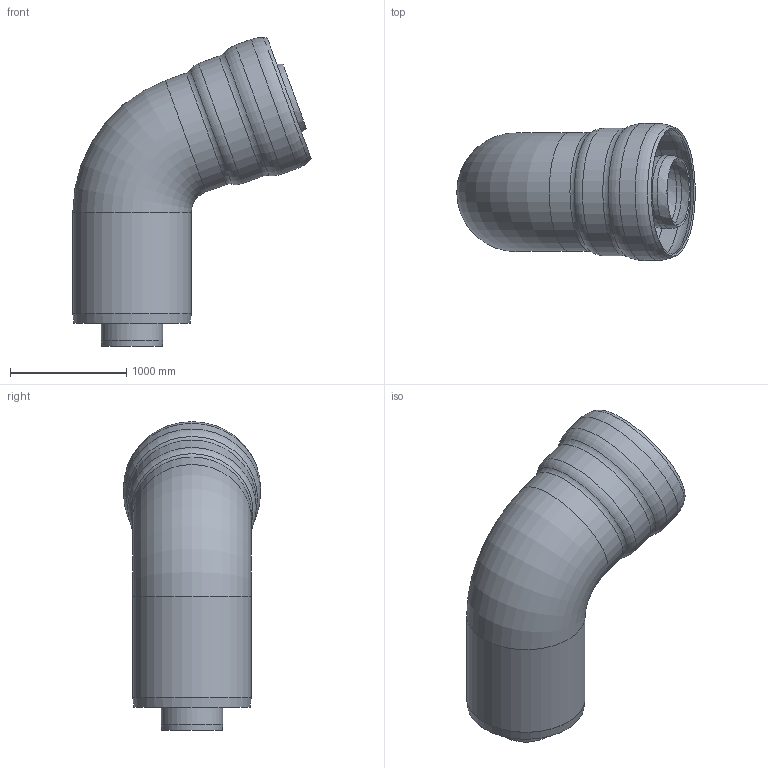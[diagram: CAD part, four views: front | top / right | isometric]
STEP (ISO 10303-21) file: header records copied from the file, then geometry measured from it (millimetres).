
FILE_DESCRIPTION(/* description */ (''),/* implementation_level */ '2;1');
FILE_NAME(/* name */ '13531.100X_3D.stp',/* time_stamp */ '2024-12-11T14:48:20+01:00',/* author */ ('CAD'),/* organization */ (''),/* preprocessor_version */ 'ST-DEVELOPER v20',/* originating_system */ 'AutoCAD Mechanical',/* authorisation */ '');
FILE_SCHEMA (('AUTOMOTIVE_DESIGN { 1 0 10303 214 3 1 1 }'));
Length unit declared in the file: centimetre
Products named in the file (2): Product; *S1
Assembly tree (1 placements, depth 2):
  Product
    *S1
Bounding box: 2052.34 x 1180 x 2655.58 mm (x, y, z)
Volume: 258516026.2 mm3; surface area: 28807913.4 mm2
Topology: 7 solids, 7 shells, 90 faces, 229 edges, 153 vertices
Faces by surface type: plane 28, torus 28, cylinder 20, cone 10, bspline 4
Full cylindrical faces by diameter (mm): 500 x3, 530 x3, 560 x1, 590 x1, 600 x1, 630 x1, 980 x2, 1020 x2, 1060 x1, 1100 x1, 1140 x1, 1180 x1
Entity records: 2999 total; most frequent: CARTESIAN_POINT 663, DIRECTION 528, ORIENTED_EDGE 450, EDGE_CURVE 225, AXIS2_PLACEMENT_3D 220, VERTEX_POINT 145, CIRCLE 129, EDGE_LOOP 96
